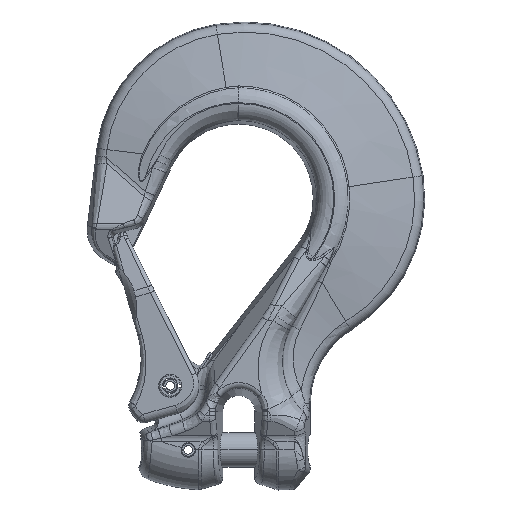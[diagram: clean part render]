
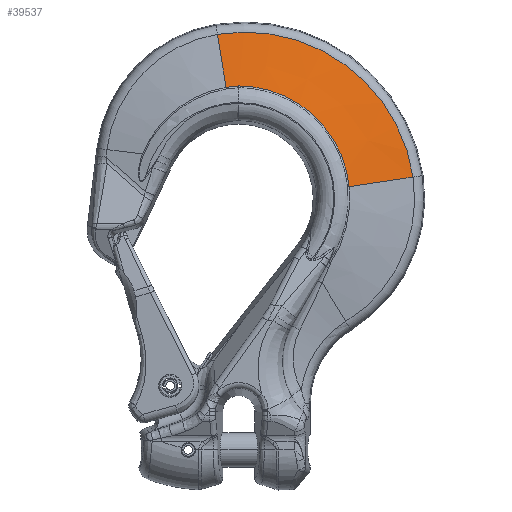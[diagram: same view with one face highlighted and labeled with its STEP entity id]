
A CAD part, front view. The second image highlights one B-rep face of the part: STEP entity #39537.
In plain terms, the highlighted conical face has half-angle 78.408 degrees and reference radius 48.174 mm.
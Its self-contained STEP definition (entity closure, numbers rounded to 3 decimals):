
#17299=DIRECTION('',(0.969,0.201,0.145));
#17300=VECTOR('',#17299,23.058);
#17301=CARTESIAN_POINT('',(38.574,-10.358,
4.118));
#17302=LINE('',#17301,#17300);
#17310=CARTESIAN_POINT('',(38.574,-10.358,
4.118));
#17662=DIRECTION('',(-0.158,0.201,0.967));
#17663=VECTOR('',#17662,19.151);
#17664=CARTESIAN_POINT('',(-4.473,-9.573,
38.844));
#17665=LINE('',#17664,#17663);
#17666=CARTESIAN_POINT('',(-0.01,-9.571,
39.332));
#17667=CARTESIAN_POINT('',(-0.513,-9.571,
39.308));
#17668=CARTESIAN_POINT('',(-1.514,-9.57,
39.24));
#17669=CARTESIAN_POINT('',(-3.003,-9.571,
39.077));
#17670=CARTESIAN_POINT('',(-3.985,-9.572,
38.928));
#17671=CARTESIAN_POINT('',(-4.473,-9.573,
38.844));
#17673=CARTESIAN_POINT('',(38.574,-10.358,
4.118));
#17674=CARTESIAN_POINT('',(38.388,-10.338,
6.02));
#17675=CARTESIAN_POINT('',(37.733,-10.296,
9.792));
#17676=CARTESIAN_POINT('',(35.938,-10.223,
15.246));
#17677=CARTESIAN_POINT('',(33.367,-10.145,
20.375));
#17678=CARTESIAN_POINT('',(30.076,-10.061,
25.072));
#17679=CARTESIAN_POINT('',(26.134,-9.975,
29.238));
#17680=CARTESIAN_POINT('',(21.626,-9.889,
32.783));
#17681=CARTESIAN_POINT('',(16.648,-9.803,
35.631));
#17682=CARTESIAN_POINT('',(11.306,-9.721,
37.723));
#17683=CARTESIAN_POINT('',(5.714,-9.642,
39.013));
#17684=CARTESIAN_POINT('',(1.898,-9.594,
39.318));
#17685=CARTESIAN_POINT('',(-0.01,-9.571,
39.332));
#17687=CARTESIAN_POINT('',(2.099,-5.725,
-1.329));
#17688=DIRECTION('',(0.,-1.,0.));
#17689=DIRECTION('',(0.989,0.,0.148));
#17690=AXIS2_PLACEMENT_3D('',#17687,#17688,#17689);
#24830=CARTESIAN_POINT('',(60.914,-5.725,
7.455));
#24831=VERTEX_POINT('',#24830);
#24836=VERTEX_POINT('',#17310);
#25366=CARTESIAN_POINT('',(-7.502,-5.725,
57.358));
#25367=VERTEX_POINT('',#25366);
#25368=VERTEX_POINT('',#17685);
#25369=VERTEX_POINT('',#17671);
#39522=CARTESIAN_POINT('',(2.099,-8.041,
-1.329));
#39523=DIRECTION('',(0.,1.,0.));
#39524=DIRECTION('',(0.989,0.,0.148));
#39525=AXIS2_PLACEMENT_3D('',#39522,#39523,#39524);
#39526=CONICAL_SURFACE('',#39525,48.174,78.408);
#39528=ORIENTED_EDGE('',*,*,#39527,.T.);
#39530=ORIENTED_EDGE('',*,*,#39529,.F.);
#39532=ORIENTED_EDGE('',*,*,#39531,.F.);
#39533=ORIENTED_EDGE('',*,*,#39515,.F.);
#39534=ORIENTED_EDGE('',*,*,#38118,.T.);
#39535=EDGE_LOOP('',(#39528,#39530,#39532,#39533,#39534));
#39536=FACE_OUTER_BOUND('',#39535,.F.);
#39537=ADVANCED_FACE('',(#39536),#39526,.F.);
#17672=B_SPLINE_CURVE_WITH_KNOTS('',3,(#17666,#17667,#17668,#17669,#17670,
#17671),.UNSPECIFIED.,.F.,.F.,(4,1,1,4),(0.,0.333,
0.667,1.),.UNSPECIFIED.);
#17686=B_SPLINE_CURVE_WITH_KNOTS('',3,(#17673,#17674,#17675,#17676,#17677,
#17678,#17679,#17680,#17681,#17682,#17683,#17684,#17685),.UNSPECIFIED.,.F.,.F.,(
4,1,1,1,1,1,1,1,1,1,4),(0.,0.1,0.2,0.3,0.4,0.5,0.6,0.7,0.8,
0.9,1.),.UNSPECIFIED.);
#17691=CIRCLE('',#17690,59.468);
#38118=EDGE_CURVE('',#24836,#24831,#17302,.T.);
#39515=EDGE_CURVE('',#24836,#25368,#17686,.T.);
#39527=EDGE_CURVE('',#24831,#25367,#17691,.T.);
#39529=EDGE_CURVE('',#25369,#25367,#17665,.T.);
#39531=EDGE_CURVE('',#25368,#25369,#17672,.T.);
